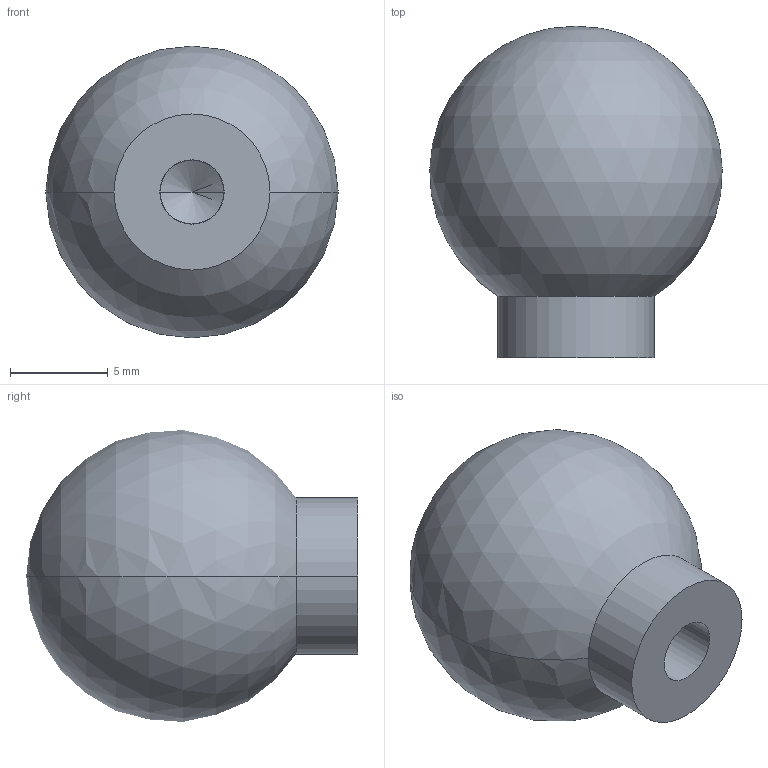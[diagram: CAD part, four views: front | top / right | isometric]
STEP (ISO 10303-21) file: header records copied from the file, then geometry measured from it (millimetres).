
FILE_DESCRIPTION(('Creo Elements/Direct Modeling STEP Export'),'2;1');
FILE_NAME('902-15.stp','2019-03-18T 8:58:47',(''),(''),'Creo Elements/Direct Modeling STEP processor for AP214 (Solid Model)','Creo Elements/Direct Modeling 20.0 12-Nov-2016 (C) Parametric Technology GmbH','');
FILE_SCHEMA(('AUTOMOTIVE_DESIGN { 1 0 10303 214 1 1 1 1 }'));
Length unit declared in the file: millimetre
Products named in the file (1): 902-15
Bounding box: 15 x 17 x 14.96 mm (x, y, z)
Volume: 1808.1 mm3; surface area: 886.8 mm2
Topology: 1 solids, 1 shells, 12 faces, 26 edges, 14 vertices
Faces by surface type: cylinder 6, plane 2, sphere 2, cone 2
Entity records: 307 total; most frequent: DIRECTION 48, ORIENTED_EDGE 44, CARTESIAN_POINT 42, EDGE_CURVE 22, AXIS2_PLACEMENT_3D 20, VERTEX_POINT 14, EDGE_LOOP 14, FACE_OUTER_BOUND 12
